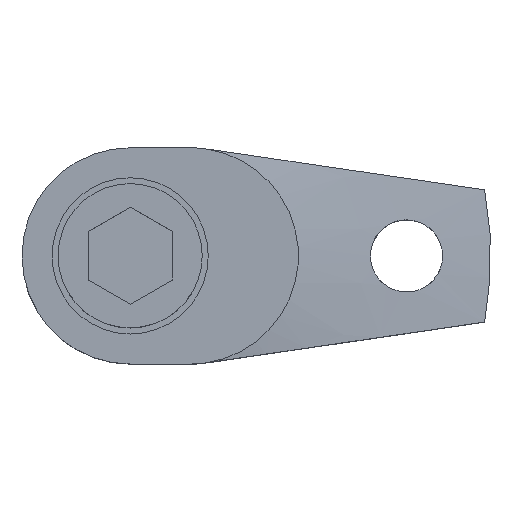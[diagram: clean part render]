
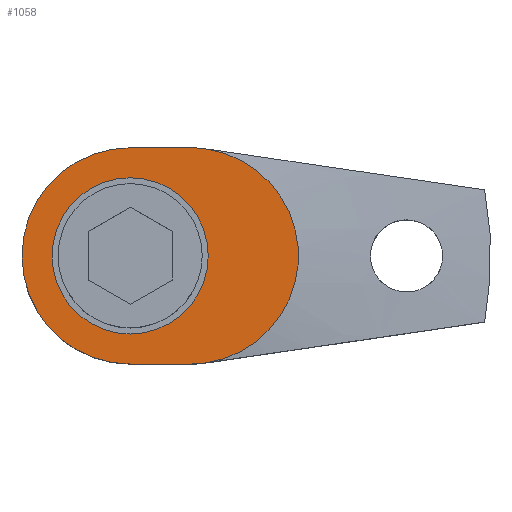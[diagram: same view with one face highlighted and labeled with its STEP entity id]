
A CAD part, top view. The second image highlights one B-rep face of the part: STEP entity #1058.
In plain terms, the highlighted planar face has unit normal (0, 0, 1).
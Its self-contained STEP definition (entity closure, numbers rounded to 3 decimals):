
#3 = LINE ( 'NONE', #495, #153 ) ;
#17 = VERTEX_POINT ( 'NONE', #1226 ) ;
#59 = CIRCLE ( 'NONE', #621, 18. ) ;
#65 = EDGE_CURVE ( 'NONE', #819, #1138, #3, .T. ) ;
#86 = AXIS2_PLACEMENT_3D ( 'NONE', #317, #1285, #809 ) ;
#96 = DIRECTION ( 'NONE',  ( 1., 0., 0. ) ) ;
#118 = LINE ( 'NONE', #965, #640 ) ;
#124 = DIRECTION ( 'NONE',  ( -1., 0., 0. ) ) ;
#137 = VERTEX_POINT ( 'NONE', #392 ) ;
#145 = ORIENTED_EDGE ( 'NONE', *, *, #1455, .F. ) ;
#153 = VECTOR ( 'NONE', #124, 1000. ) ;
#157 = CIRCLE ( 'NONE', #957, 18. ) ;
#163 = DIRECTION ( 'NONE',  ( 0., 0., 1. ) ) ;
#170 = DIRECTION ( 'NONE',  ( 0., 0., 1. ) ) ;
#178 = DIRECTION ( 'NONE',  ( 0., 0., 1. ) ) ;
#198 = CARTESIAN_POINT ( 'NONE',  ( 0., 0., 60. ) ) ;
#204 = EDGE_CURVE ( 'NONE', #137, #819, #685, .T. ) ;
#228 = CIRCLE ( 'NONE', #561, 13. ) ;
#238 = EDGE_CURVE ( 'NONE', #1516, #628, #118, .T. ) ;
#240 = DIRECTION ( 'NONE',  ( 1., 0., 0. ) ) ;
#264 = EDGE_LOOP ( 'NONE', ( #836, #1393, #807, #403, #1048, #338, #1136 ) ) ;
#278 = CARTESIAN_POINT ( 'NONE',  ( 0., 0., 60. ) ) ;
#300 = DIRECTION ( 'NONE',  ( 1., 0., 0. ) ) ;
#317 = CARTESIAN_POINT ( 'NONE',  ( 10., 0., 60. ) ) ;
#338 = ORIENTED_EDGE ( 'NONE', *, *, #1071, .T. ) ;
#365 = CARTESIAN_POINT ( 'NONE',  ( 0., 0., 60. ) ) ;
#392 = CARTESIAN_POINT ( 'NONE',  ( 12.615, 17.809, 60. ) ) ;
#393 = CARTESIAN_POINT ( 'NONE',  ( 0., -18., 60. ) ) ;
#403 = ORIENTED_EDGE ( 'NONE', *, *, #65, .T. ) ;
#484 = CIRCLE ( 'NONE', #86, 18. ) ;
#495 = CARTESIAN_POINT ( 'NONE',  ( 10., 18., 60. ) ) ;
#523 = DIRECTION ( 'NONE',  ( 1., 0., 0. ) ) ;
#546 = FACE_BOUND ( 'NONE', #936, .T. ) ;
#554 = VERTEX_POINT ( 'NONE', #1114 ) ;
#561 = AXIS2_PLACEMENT_3D ( 'NONE', #365, #757, #849 ) ;
#564 = DIRECTION ( 'NONE',  ( 1., 0., 0. ) ) ;
#584 = AXIS2_PLACEMENT_3D ( 'NONE', #1232, #760, #523 ) ;
#604 = DIRECTION ( 'NONE',  ( 1., 0., 0. ) ) ;
#621 = AXIS2_PLACEMENT_3D ( 'NONE', #774, #170, #300 ) ;
#628 = VERTEX_POINT ( 'NONE', #1495 ) ;
#640 = VECTOR ( 'NONE', #604, 1000. ) ;
#641 = AXIS2_PLACEMENT_3D ( 'NONE', #198, #178, #96 ) ;
#685 = CIRCLE ( 'NONE', #584, 18. ) ;
#728 = DIRECTION ( 'NONE',  ( 0., 0., 1. ) ) ;
#752 = ORIENTED_EDGE ( 'NONE', *, *, #1221, .F. ) ;
#757 = DIRECTION ( 'NONE',  ( 0., 0., 1. ) ) ;
#760 = DIRECTION ( 'NONE',  ( 0., 0., 1. ) ) ;
#774 = CARTESIAN_POINT ( 'NONE',  ( 0., 0., 60. ) ) ;
#806 = CIRCLE ( 'NONE', #1248, 18. ) ;
#807 = ORIENTED_EDGE ( 'NONE', *, *, #204, .T. ) ;
#809 = DIRECTION ( 'NONE',  ( -1., 0., 0. ) ) ;
#819 = VERTEX_POINT ( 'NONE', #1293 ) ;
#836 = ORIENTED_EDGE ( 'NONE', *, *, #1002, .T. ) ;
#849 = DIRECTION ( 'NONE',  ( 1., 0., 0. ) ) ;
#862 = CIRCLE ( 'NONE', #641, 13. ) ;
#904 = CARTESIAN_POINT ( 'NONE',  ( 0., 0., 60. ) ) ;
#936 = EDGE_LOOP ( 'NONE', ( #752, #145 ) ) ;
#957 = AXIS2_PLACEMENT_3D ( 'NONE', #1312, #728, #240 ) ;
#965 = CARTESIAN_POINT ( 'NONE',  ( 0., -18., 60. ) ) ;
#975 = DIRECTION ( 'NONE',  ( 1., 0., 0. ) ) ;
#1002 = EDGE_CURVE ( 'NONE', #628, #1146, #157, .T. ) ;
#1043 = PLANE ( 'NONE',  #1282 ) ;
#1048 = ORIENTED_EDGE ( 'NONE', *, *, #1429, .T. ) ;
#1058 = ADVANCED_FACE ( 'NONE', ( #546, #1144 ), #1043, .T. ) ;
#1071 = EDGE_CURVE ( 'NONE', #17, #1516, #59, .T. ) ;
#1114 = CARTESIAN_POINT ( 'NONE',  ( -13., 0., 60. ) ) ;
#1136 = ORIENTED_EDGE ( 'NONE', *, *, #238, .T. ) ;
#1138 = VERTEX_POINT ( 'NONE', #1168 ) ;
#1144 = FACE_OUTER_BOUND ( 'NONE', #264, .T. ) ;
#1146 = VERTEX_POINT ( 'NONE', #1150 ) ;
#1150 = CARTESIAN_POINT ( 'NONE',  ( 12.615, -17.809, 60. ) ) ;
#1168 = CARTESIAN_POINT ( 'NONE',  ( 0., 18., 60. ) ) ;
#1194 = CARTESIAN_POINT ( 'NONE',  ( 13., 0., 60. ) ) ;
#1221 = EDGE_CURVE ( 'NONE', #1288, #554, #862, .T. ) ;
#1226 = CARTESIAN_POINT ( 'NONE',  ( -18., 0., 60. ) ) ;
#1232 = CARTESIAN_POINT ( 'NONE',  ( 10., 0., 60. ) ) ;
#1248 = AXIS2_PLACEMENT_3D ( 'NONE', #278, #163, #975 ) ;
#1278 = EDGE_CURVE ( 'NONE', #137, #1146, #484, .T. ) ;
#1282 = AXIS2_PLACEMENT_3D ( 'NONE', #904, #1363, #564 ) ;
#1285 = DIRECTION ( 'NONE',  ( 0., 0., -1. ) ) ;
#1288 = VERTEX_POINT ( 'NONE', #1194 ) ;
#1293 = CARTESIAN_POINT ( 'NONE',  ( 10., 18., 60. ) ) ;
#1312 = CARTESIAN_POINT ( 'NONE',  ( 10., 0., 60. ) ) ;
#1363 = DIRECTION ( 'NONE',  ( 0., 0., 1. ) ) ;
#1393 = ORIENTED_EDGE ( 'NONE', *, *, #1278, .F. ) ;
#1429 = EDGE_CURVE ( 'NONE', #1138, #17, #806, .T. ) ;
#1455 = EDGE_CURVE ( 'NONE', #554, #1288, #228, .T. ) ;
#1495 = CARTESIAN_POINT ( 'NONE',  ( 10., -18., 60. ) ) ;
#1516 = VERTEX_POINT ( 'NONE', #393 ) ;
